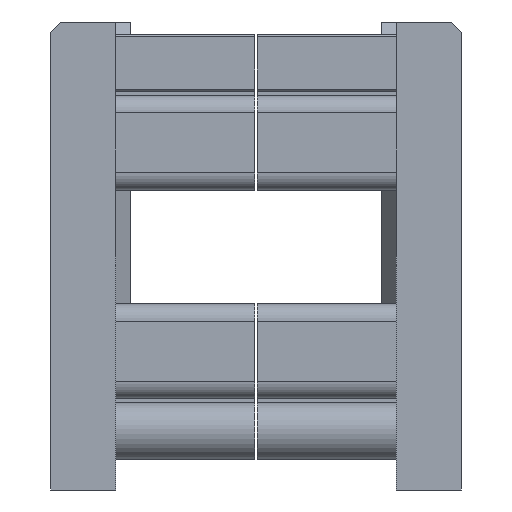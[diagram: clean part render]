
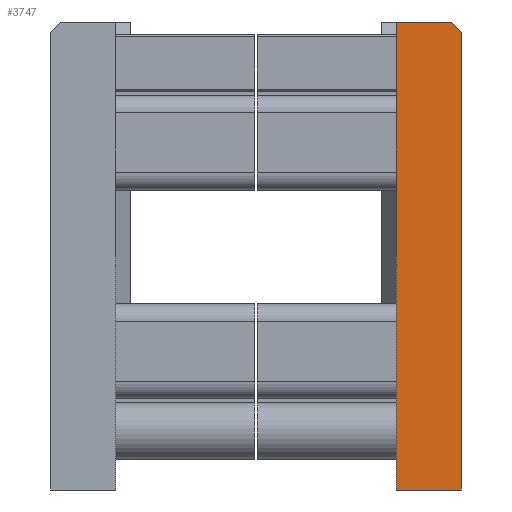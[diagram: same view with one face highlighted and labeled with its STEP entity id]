
A CAD part, front view. The second image highlights one B-rep face of the part: STEP entity #3747.
In plain terms, the highlighted planar face has unit normal (0, -1, 0).
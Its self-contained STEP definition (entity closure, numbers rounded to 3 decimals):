
#348=FACE_OUTER_BOUND('',#579,.T.);
#579=EDGE_LOOP('',(#2823,#2824,#2825,#2826,#2827));
#771=LINE('',#5363,#1179);
#790=LINE('',#5430,#1198);
#800=LINE('',#5453,#1208);
#830=LINE('',#5931,#1238);
#896=LINE('',#6115,#1304);
#1179=VECTOR('',#4289,10.);
#1198=VECTOR('',#4348,10.);
#1208=VECTOR('',#4366,10.);
#1238=VECTOR('',#4434,10.);
#1304=VECTOR('',#4638,10.);
#1585=VERTEX_POINT('',#5360);
#1586=VERTEX_POINT('',#5362);
#1613=VERTEX_POINT('',#5427);
#1614=VERTEX_POINT('',#5429);
#1623=VERTEX_POINT('',#5451);
#1946=EDGE_CURVE('',#1585,#1586,#771,.T.);
#1979=EDGE_CURVE('',#1613,#1614,#790,.T.);
#1991=EDGE_CURVE('',#1623,#1613,#800,.T.);
#2044=EDGE_CURVE('',#1614,#1585,#830,.T.);
#2136=EDGE_CURVE('',#1586,#1623,#896,.T.);
#2823=ORIENTED_EDGE('',*,*,#2044,.F.);
#2824=ORIENTED_EDGE('',*,*,#1979,.F.);
#2825=ORIENTED_EDGE('',*,*,#1991,.F.);
#2826=ORIENTED_EDGE('',*,*,#2136,.F.);
#2827=ORIENTED_EDGE('',*,*,#1946,.F.);
#3579=PLANE('',#4030);
#3747=ADVANCED_FACE('',(#348),#3579,.T.);
#4030=AXIS2_PLACEMENT_3D('',#6114,#4636,#4637);
#4289=DIRECTION('',(0.,0.,-1.));
#4348=DIRECTION('',(1.,0.,0.));
#4366=DIRECTION('',(0.,0.,1.));
#4434=DIRECTION('',(0.707,0.,-0.707));
#4636=DIRECTION('center_axis',(0.,-1.,0.));
#4637=DIRECTION('ref_axis',(0.,0.,-1.));
#4638=DIRECTION('',(-1.,0.,0.));
#5360=CARTESIAN_POINT('',(66.,-22.694,109.514));
#5362=CARTESIAN_POINT('',(66.,-22.694,17.978));
#5363=CARTESIAN_POINT('',(66.,-22.694,64.746));
#5427=CARTESIAN_POINT('',(53.,-22.694,111.514));
#5429=CARTESIAN_POINT('',(64.,-22.694,111.514));
#5430=CARTESIAN_POINT('',(61.25,-22.694,111.514));
#5451=CARTESIAN_POINT('',(53.,-22.694,17.978));
#5453=CARTESIAN_POINT('',(53.,-22.694,88.13));
#5931=CARTESIAN_POINT('',(74.817,-22.694,100.697));
#6114=CARTESIAN_POINT('Origin',(58.5,-22.694,64.746));
#6115=CARTESIAN_POINT('',(55.75,-22.694,17.978));
